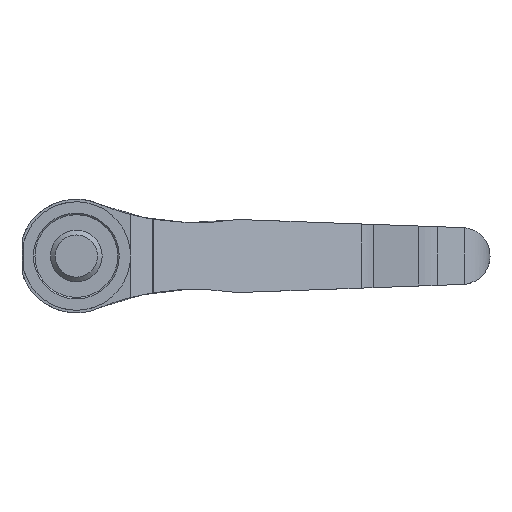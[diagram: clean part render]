
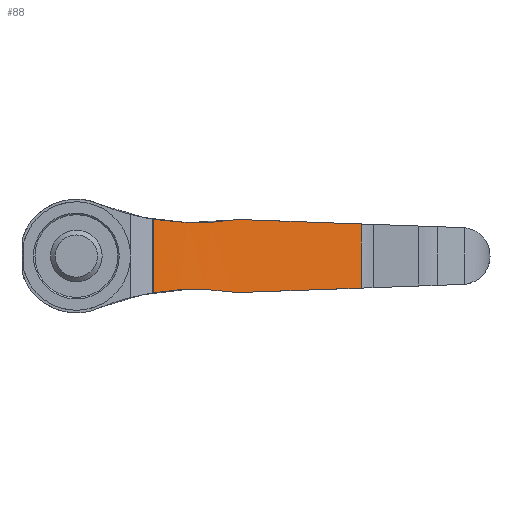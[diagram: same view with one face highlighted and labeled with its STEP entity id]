
A CAD part, front view. The second image highlights one B-rep face of the part: STEP entity #88.
In plain terms, the highlighted cylindrical face has radius 214.45 mm (diameter 428.9 mm), a partial arc.
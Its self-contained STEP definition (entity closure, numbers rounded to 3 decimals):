
#88 = ADVANCED_FACE( '', ( #221 ), #222, .F. );
#221 = FACE_OUTER_BOUND( '', #412, .T. );
#222 = CYLINDRICAL_SURFACE( '', #413, 214.45 );
#412 = EDGE_LOOP( '', ( #618, #619, #620, #621, #622, #623, #624, #625 ) );
#413 = AXIS2_PLACEMENT_3D( '', #626, #627, #628 );
#618 = ORIENTED_EDGE( '', *, *, #1085, .T. );
#619 = ORIENTED_EDGE( '', *, *, #1086, .T. );
#620 = ORIENTED_EDGE( '', *, *, #1087, .F. );
#621 = ORIENTED_EDGE( '', *, *, #1088, .T. );
#622 = ORIENTED_EDGE( '', *, *, #1089, .T. );
#623 = ORIENTED_EDGE( '', *, *, #1090, .F. );
#624 = ORIENTED_EDGE( '', *, *, #1091, .T. );
#625 = ORIENTED_EDGE( '', *, *, #1092, .F. );
#626 = CARTESIAN_POINT( '', ( 111.591, -165.123, 22. ) );
#627 = DIRECTION( '', ( 0., 0., 1. ) );
#628 = DIRECTION( '', ( -1., 0., 0. ) );
#1085 = EDGE_CURVE( '', #1284, #1285, #1286, .T. );
#1086 = EDGE_CURVE( '', #1285, #1287, #1288, .F. );
#1087 = EDGE_CURVE( '', #1289, #1287, #1290, .T. );
#1088 = EDGE_CURVE( '', #1289, #1291, #1292, .F. );
#1089 = EDGE_CURVE( '', #1291, #1293, #1294, .T. );
#1090 = EDGE_CURVE( '', #1295, #1293, #1296, .T. );
#1091 = EDGE_CURVE( '', #1295, #1297, #1298, .T. );
#1092 = EDGE_CURVE( '', #1284, #1297, #1299, .T. );
#1284 = VERTEX_POINT( '', #1570 );
#1285 = VERTEX_POINT( '', #1571 );
#1286 = B_SPLINE_CURVE_WITH_KNOTS( '', 3, ( #1572, #1573, #1574, #1575 ), .UNSPECIFIED., .F., .F., ( 4, 4 ), ( 0., 0.002 ), .UNSPECIFIED. );
#1287 = VERTEX_POINT( '', #1576 );
#1288 = ELLIPSE( '', #1577, 214.59, 214.45 );
#1289 = VERTEX_POINT( '', #1578 );
#1290 = LINE( '', #1579, #1580 );
#1291 = VERTEX_POINT( '', #1581 );
#1292 = ELLIPSE( '', #1582, 214.59, 214.45 );
#1293 = VERTEX_POINT( '', #1583 );
#1294 = B_SPLINE_CURVE_WITH_KNOTS( '', 3, ( #1584, #1585, #1586, #1587 ), .UNSPECIFIED., .F., .F., ( 4, 4 ), ( 0., 0.002 ), .UNSPECIFIED. );
#1295 = VERTEX_POINT( '', #1588 );
#1296 = B_SPLINE_CURVE_WITH_KNOTS( '', 3, ( #1589, #1590, #1591, #1592, #1593, #1594 ), .UNSPECIFIED., .F., .F., ( 4, 2, 4 ), ( 0., 0.008, 0.017 ), .UNSPECIFIED. );
#1297 = VERTEX_POINT( '', #1595 );
#1298 = LINE( '', #1596, #1597 );
#1299 = B_SPLINE_CURVE_WITH_KNOTS( '', 3, ( #1598, #1599, #1600, #1601, #1602, #1603 ), .UNSPECIFIED., .F., .F., ( 4, 2, 4 ), ( 0., 0.008, 0.017 ), .UNSPECIFIED. );
#1570 = CARTESIAN_POINT( '', ( 30.179, 33.273, -6.967 ) );
#1571 = CARTESIAN_POINT( '', ( 31.648, 33.87, -7.049 ) );
#1572 = CARTESIAN_POINT( '', ( 30.179, 33.273, -6.967 ) );
#1573 = CARTESIAN_POINT( '', ( 30.666, 33.473, -7.039 ) );
#1574 = CARTESIAN_POINT( '', ( 31.156, 33.672, -7.067 ) );
#1575 = CARTESIAN_POINT( '', ( 31.648, 33.87, -7.049 ) );
#1576 = CARTESIAN_POINT( '', ( 55.114, 41.757, -6.201 ) );
#1577 = AXIS2_PLACEMENT_3D( '', #2166, #2167, #2168 );
#1578 = CARTESIAN_POINT( '', ( 55.114, 41.757, 6.201 ) );
#1579 = CARTESIAN_POINT( '', ( 55.114, 41.757, 22. ) );
#1580 = VECTOR( '', #2169, 1000. );
#1581 = CARTESIAN_POINT( '', ( 31.648, 33.87, 7.049 ) );
#1582 = AXIS2_PLACEMENT_3D( '', #2170, #2171, #2172 );
#1583 = CARTESIAN_POINT( '', ( 30.179, 33.273, 6.967 ) );
#1584 = CARTESIAN_POINT( '', ( 31.648, 33.87, 7.049 ) );
#1585 = CARTESIAN_POINT( '', ( 31.156, 33.672, 7.067 ) );
#1586 = CARTESIAN_POINT( '', ( 30.666, 33.473, 7.039 ) );
#1587 = CARTESIAN_POINT( '', ( 30.179, 33.273, 6.967 ) );
#1588 = CARTESIAN_POINT( '', ( 14.882, 26.283, 7.096 ) );
#1589 = CARTESIAN_POINT( '', ( 14.882, 26.283, 7.096 ) );
#1590 = CARTESIAN_POINT( '', ( 17.383, 27.547, 6.68 ) );
#1591 = CARTESIAN_POINT( '', ( 19.909, 28.761, 6.457 ) );
#1592 = CARTESIAN_POINT( '', ( 25.008, 31.091, 6.407 ) );
#1593 = CARTESIAN_POINT( '', ( 27.581, 32.207, 6.579 ) );
#1594 = CARTESIAN_POINT( '', ( 30.179, 33.273, 6.967 ) );
#1595 = CARTESIAN_POINT( '', ( 14.882, 26.283, -7.096 ) );
#1596 = CARTESIAN_POINT( '', ( 14.882, 26.283, 22. ) );
#1597 = VECTOR( '', #2173, 1000. );
#1598 = CARTESIAN_POINT( '', ( 30.179, 33.273, -6.967 ) );
#1599 = CARTESIAN_POINT( '', ( 27.581, 32.207, -6.579 ) );
#1600 = CARTESIAN_POINT( '', ( 25.008, 31.091, -6.407 ) );
#1601 = CARTESIAN_POINT( '', ( 19.909, 28.761, -6.457 ) );
#1602 = CARTESIAN_POINT( '', ( 17.383, 27.547, -6.68 ) );
#1603 = CARTESIAN_POINT( '', ( 14.882, 26.283, -7.096 ) );
#2166 = CARTESIAN_POINT( '', ( 111.591, -165.123, -4.159 ) );
#2167 = DIRECTION( '', ( -0.036, 0., 0.999 ) );
#2168 = DIRECTION( '', ( -0.999, 0., -0.036 ) );
#2169 = DIRECTION( '', ( 0., 0., -1. ) );
#2170 = CARTESIAN_POINT( '', ( 111.591, -165.123, 4.159 ) );
#2171 = DIRECTION( '', ( -0.036, 0., -0.999 ) );
#2172 = DIRECTION( '', ( 0.999, 0., -0.036 ) );
#2173 = DIRECTION( '', ( 0., 0., -1. ) );
